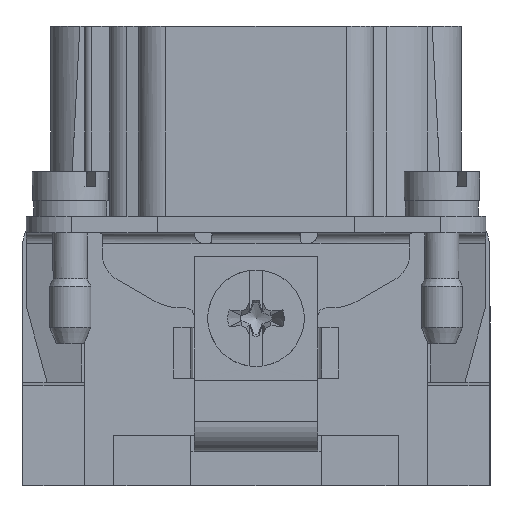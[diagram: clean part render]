
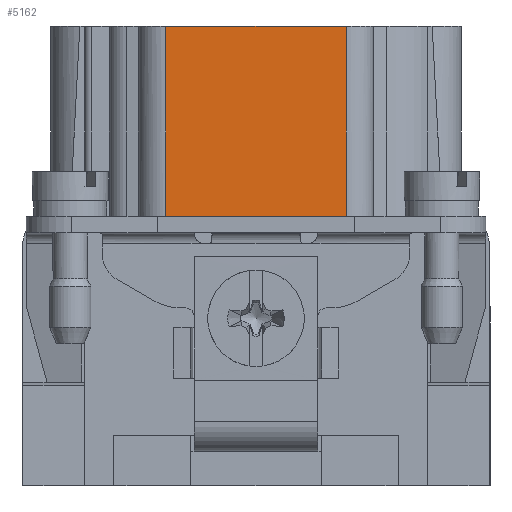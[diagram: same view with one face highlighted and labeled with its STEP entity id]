
A CAD part, left-side view. The second image highlights one B-rep face of the part: STEP entity #5162.
In plain terms, the highlighted planar face has unit normal (-1, 0, 0).
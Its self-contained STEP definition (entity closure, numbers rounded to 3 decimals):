
#5162=ADVANCED_FACE('',(#6887),#6190,.F.);
#6190=PLANE('',#23411);
#6887=FACE_OUTER_BOUND('',#7850,.T.);
#7850=EDGE_LOOP('',(#10137,#10138,#10139,#10140));
#10137=ORIENTED_EDGE('',*,*,#16577,.T.);
#10138=ORIENTED_EDGE('',*,*,#16997,.F.);
#10139=ORIENTED_EDGE('',*,*,#16874,.F.);
#10140=ORIENTED_EDGE('',*,*,#16996,.T.);
#14710=VERTEX_POINT('',#30229);
#14714=VERTEX_POINT('',#30237);
#14927=VERTEX_POINT('',#30953);
#14928=VERTEX_POINT('',#30955);
#16577=EDGE_CURVE('',#14710,#14714,#19173,.T.);
#16874=EDGE_CURVE('',#14927,#14928,#19377,.T.);
#16996=EDGE_CURVE('',#14927,#14710,#19476,.T.);
#16997=EDGE_CURVE('',#14928,#14714,#19477,.T.);
#19173=LINE('',#30238,#20975);
#19377=LINE('',#30954,#21179);
#19476=LINE('',#31196,#21278);
#19477=LINE('',#31198,#21279);
#20975=VECTOR('',#25057,1.);
#21179=VECTOR('',#25451,1.);
#21278=VECTOR('',#25676,1.);
#21279=VECTOR('',#25679,1.);
#23411=AXIS2_PLACEMENT_3D('',#31199,#25680,#25681);
#25057=DIRECTION('',(0.,-1.,0.));
#25451=DIRECTION('',(0.,-1.,0.));
#25676=DIRECTION('',(0.,0.,-1.));
#25679=DIRECTION('',(0.,0.,-1.));
#25680=DIRECTION('',(1.,0.,0.));
#25681=DIRECTION('',(0.,0.,-1.));
#30229=CARTESIAN_POINT('',(-31.925,6.55,1.2));
#30237=CARTESIAN_POINT('',(-31.925,-6.55,1.2));
#30238=CARTESIAN_POINT('',(-31.925,6.55,1.2));
#30953=CARTESIAN_POINT('',(-31.925,6.55,15.));
#30954=CARTESIAN_POINT('',(-31.925,6.55,15.));
#30955=CARTESIAN_POINT('',(-31.925,-6.55,15.));
#31196=CARTESIAN_POINT('',(-31.925,6.55,15.));
#31198=CARTESIAN_POINT('',(-31.925,-6.55,15.));
#31199=CARTESIAN_POINT('',(-31.925,6.55,15.));
